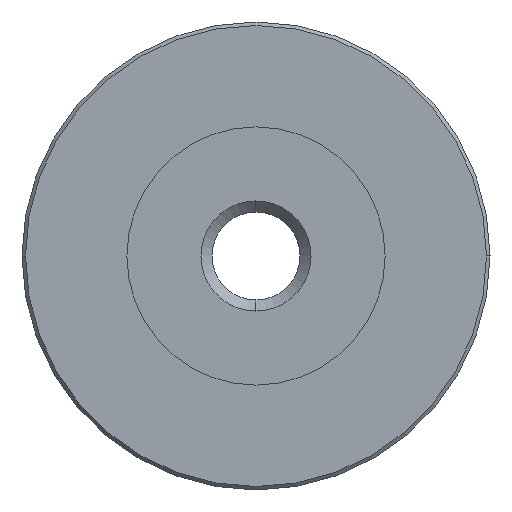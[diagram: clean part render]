
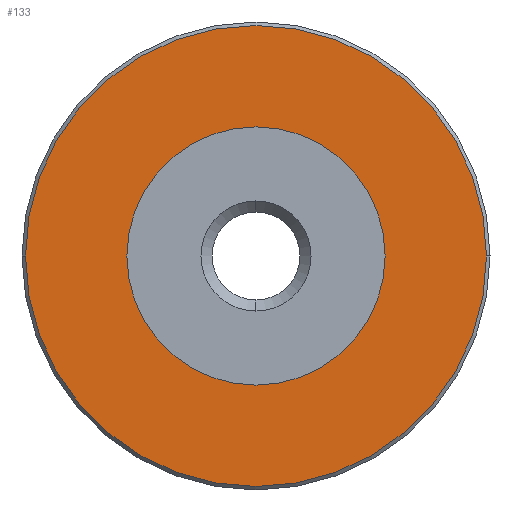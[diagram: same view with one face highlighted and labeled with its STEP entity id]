
A CAD part, left-side view. The second image highlights one B-rep face of the part: STEP entity #133.
In plain terms, the highlighted planar face has unit normal (-1, 0, 0).
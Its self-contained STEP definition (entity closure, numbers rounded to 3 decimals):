
#7 = DIRECTION ( 'NONE',  ( 0., 0., -1. ) ) ;
#21 = CARTESIAN_POINT ( 'NONE',  ( -133.632, 59.509, -333.86 ) ) ;
#36 = CARTESIAN_POINT ( 'NONE',  ( -133.632, 59.509, -333.86 ) ) ;
#69 = AXIS2_PLACEMENT_3D ( 'NONE', #280, #521, #237 ) ;
#85 = VERTEX_POINT ( 'NONE', #572 ) ;
#115 = AXIS2_PLACEMENT_3D ( 'NONE', #21, #471, #707 ) ;
#124 = PLANE ( 'NONE',  #69 ) ;
#133 = ADVANCED_FACE ( 'NONE', ( #638, #686 ), #124, .T. ) ;
#146 = VERTEX_POINT ( 'NONE', #633 ) ;
#179 = EDGE_CURVE ( 'NONE', #340, #146, #467, .T. ) ;
#182 = DIRECTION ( 'NONE',  ( -1., 0., 0. ) ) ;
#202 = ORIENTED_EDGE ( 'NONE', *, *, #179, .F. ) ;
#220 = CIRCLE ( 'NONE', #565, 16.637 ) ;
#237 = DIRECTION ( 'NONE',  ( 0., 0., 1. ) ) ;
#241 = ORIENTED_EDGE ( 'NONE', *, *, #608, .T. ) ;
#254 = DIRECTION ( 'NONE',  ( 0., 0., -1. ) ) ;
#269 = CARTESIAN_POINT ( 'NONE',  ( -133.632, 54.747, -333.86 ) ) ;
#280 = CARTESIAN_POINT ( 'NONE',  ( -133.632, 64.272, -333.86 ) ) ;
#281 = CARTESIAN_POINT ( 'NONE',  ( -133.632, 59.509, -333.86 ) ) ;
#294 = EDGE_CURVE ( 'NONE', #438, #85, #433, .T. ) ;
#340 = VERTEX_POINT ( 'NONE', #269 ) ;
#415 = ORIENTED_EDGE ( 'NONE', *, *, #294, .T. ) ;
#426 = EDGE_LOOP ( 'NONE', ( #415, #241 ) ) ;
#433 = CIRCLE ( 'NONE', #115, 16.637 ) ;
#438 = VERTEX_POINT ( 'NONE', #670 ) ;
#467 = CIRCLE ( 'NONE', #668, 4.763 ) ;
#471 = DIRECTION ( 'NONE',  ( -1., 0., 0. ) ) ;
#478 = DIRECTION ( 'NONE',  ( 0., 0., -1. ) ) ;
#521 = DIRECTION ( 'NONE',  ( -1., 0., 0. ) ) ;
#565 = AXIS2_PLACEMENT_3D ( 'NONE', #281, #182, #7 ) ;
#572 = CARTESIAN_POINT ( 'NONE',  ( -133.632, 42.872, -333.86 ) ) ;
#591 = DIRECTION ( 'NONE',  ( -1., 0., 0. ) ) ;
#608 = EDGE_CURVE ( 'NONE', #85, #438, #220, .T. ) ;
#617 = AXIS2_PLACEMENT_3D ( 'NONE', #709, #591, #254 ) ;
#633 = CARTESIAN_POINT ( 'NONE',  ( -133.632, 64.272, -333.86 ) ) ;
#638 = FACE_BOUND ( 'NONE', #696, .T. ) ;
#640 = ORIENTED_EDGE ( 'NONE', *, *, #699, .F. ) ;
#651 = DIRECTION ( 'NONE',  ( -1., 0., 0. ) ) ;
#668 = AXIS2_PLACEMENT_3D ( 'NONE', #36, #651, #478 ) ;
#670 = CARTESIAN_POINT ( 'NONE',  ( -133.632, 76.146, -333.86 ) ) ;
#686 = FACE_OUTER_BOUND ( 'NONE', #426, .T. ) ;
#696 = EDGE_LOOP ( 'NONE', ( #640, #202 ) ) ;
#699 = EDGE_CURVE ( 'NONE', #146, #340, #705, .T. ) ;
#705 = CIRCLE ( 'NONE', #617, 4.763 ) ;
#707 = DIRECTION ( 'NONE',  ( 0., 0., -1. ) ) ;
#709 = CARTESIAN_POINT ( 'NONE',  ( -133.632, 59.509, -333.86 ) ) ;
